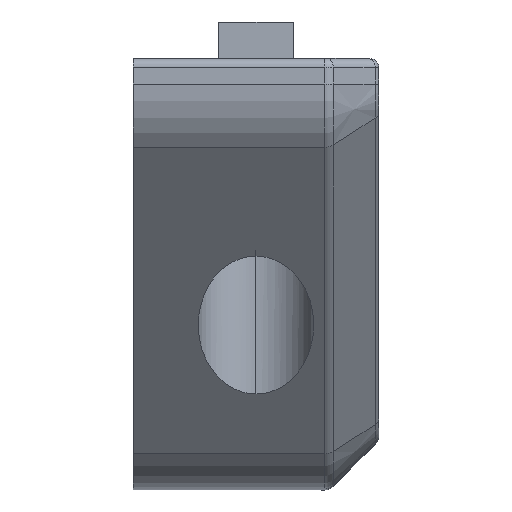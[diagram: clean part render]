
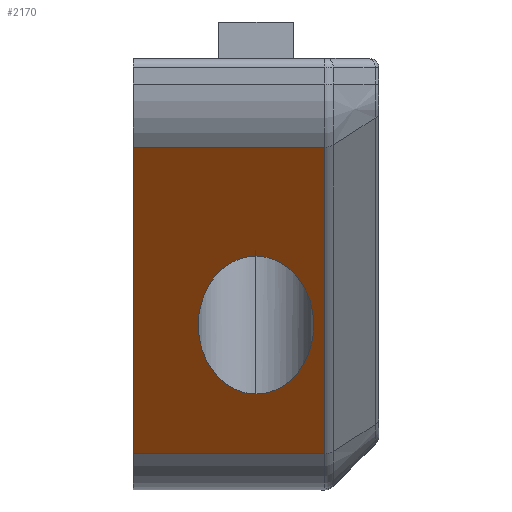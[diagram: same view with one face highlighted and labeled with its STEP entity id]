
A CAD part, top view. The second image highlights one B-rep face of the part: STEP entity #2170.
In plain terms, the highlighted planar face has unit normal (0, -0.643, 0.766).
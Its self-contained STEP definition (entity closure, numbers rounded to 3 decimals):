
#46 = VERTEX_POINT ( 'NONE', #8317 ) ;
#156 = VECTOR ( 'NONE', #14134, 1000. ) ;
#807 = CARTESIAN_POINT ( 'NONE',  ( 200., 133.214, 33.973 ) ) ;
#1059 = CARTESIAN_POINT ( 'NONE',  ( 190., 155.5, 52.673 ) ) ;
#1890 = CARTESIAN_POINT ( 'NONE',  ( 200., 133.214, 33.973 ) ) ;
#2108 = LINE ( 'NONE', #7682, #5003 ) ;
#2170 = ADVANCED_FACE ( 'NONE', ( #4630, #13630 ), #7824, .T. ) ;
#2326 = VERTEX_POINT ( 'NONE', #7583 ) ;
#2549 = ORIENTED_EDGE ( 'NONE', *, *, #13618, .T. ) ;
#2711 = CARTESIAN_POINT ( 'NONE',  ( 190., 153.269, 50.801 ) ) ;
#2851 =( BOUNDED_CURVE ( )  B_SPLINE_CURVE ( 3, ( #12973, #3903, #7546, #13045 ),
 .UNSPECIFIED., .F., .T. ) 
 B_SPLINE_CURVE_WITH_KNOTS ( ( 4, 4 ),
 ( 3.142, 6.283 ),
 .UNSPECIFIED. ) 
 CURVE ( )  GEOMETRIC_REPRESENTATION_ITEM ( )  RATIONAL_B_SPLINE_CURVE ( ( 1., 0.333, 0.333, 1. ) ) 
 REPRESENTATION_ITEM ( '' )  );
#2966 = LINE ( 'NONE', #7506, #156 ) ;
#3903 = CARTESIAN_POINT ( 'NONE',  ( 190.6, 144.417, 43.373 ) ) ;
#4002 = CARTESIAN_POINT ( 'NONE',  ( 190., 128.358, 29.898 ) ) ;
#4081 = DIRECTION ( 'NONE',  ( 1., 0., 0. ) ) ;
#4309 = VERTEX_POINT ( 'NONE', #807 ) ;
#4630 = FACE_BOUND ( 'NONE', #7000, .T. ) ;
#4976 = EDGE_CURVE ( 'NONE', #5624, #11347, #2108, .T. ) ;
#5003 = VECTOR ( 'NONE', #14453, 1000. ) ;
#5349 = ORIENTED_EDGE ( 'NONE', *, *, #8633, .T. ) ;
#5624 = VERTEX_POINT ( 'NONE', #9573 ) ;
#6495 = CARTESIAN_POINT ( 'NONE',  ( 205.586, 153.269, 50.801 ) ) ;
#6931 = DIRECTION ( 'NONE',  ( 0., -0.766, -0.643 ) ) ;
#7000 = EDGE_LOOP ( 'NONE', ( #9800, #8045 ) ) ;
#7111 = DIRECTION ( 'NONE',  ( -1., 0., 0. ) ) ;
#7254 = LINE ( 'NONE', #2711, #12876 ) ;
#7416 =( BOUNDED_CURVE ( )  B_SPLINE_CURVE ( 3, ( #1890, #11996, #11845, #8577 ),
 .UNSPECIFIED., .F., .F. ) 
 B_SPLINE_CURVE_WITH_KNOTS ( ( 4, 4 ),
 ( 0., 3.142 ),
 .UNSPECIFIED. ) 
 CURVE ( )  GEOMETRIC_REPRESENTATION_ITEM ( )  RATIONAL_B_SPLINE_CURVE ( ( 1., 0.333, 0.333, 1. ) ) 
 REPRESENTATION_ITEM ( '' )  );
#7506 = CARTESIAN_POINT ( 'NONE',  ( 190., 155.5, 52.673 ) ) ;
#7546 = CARTESIAN_POINT ( 'NONE',  ( 190.6, 133.214, 33.973 ) ) ;
#7583 = CARTESIAN_POINT ( 'NONE',  ( 200., 144.417, 43.373 ) ) ;
#7682 = CARTESIAN_POINT ( 'NONE',  ( 205.586, 155.5, 52.673 ) ) ;
#7824 = PLANE ( 'NONE',  #11378 ) ;
#7978 = DIRECTION ( 'NONE',  ( 0., -0.643, 0.766 ) ) ;
#8045 = ORIENTED_EDGE ( 'NONE', *, *, #13837, .F. ) ;
#8317 = CARTESIAN_POINT ( 'NONE',  ( 190., 128.358, 29.898 ) ) ;
#8577 = CARTESIAN_POINT ( 'NONE',  ( 200., 144.417, 43.373 ) ) ;
#8611 = EDGE_CURVE ( 'NONE', #46, #5624, #9523, .T. ) ;
#8633 = EDGE_CURVE ( 'NONE', #9399, #46, #2966, .T. ) ;
#9399 = VERTEX_POINT ( 'NONE', #12160 ) ;
#9459 = EDGE_LOOP ( 'NONE', ( #13205, #13243, #2549, #5349 ) ) ;
#9523 = LINE ( 'NONE', #4002, #12275 ) ;
#9573 = CARTESIAN_POINT ( 'NONE',  ( 205.586, 128.358, 29.898 ) ) ;
#9800 = ORIENTED_EDGE ( 'NONE', *, *, #11453, .F. ) ;
#11347 = VERTEX_POINT ( 'NONE', #6495 ) ;
#11378 = AXIS2_PLACEMENT_3D ( 'NONE', #1059, #7978, #6931 ) ;
#11453 = EDGE_CURVE ( 'NONE', #4309, #2326, #7416, .T. ) ;
#11845 = CARTESIAN_POINT ( 'NONE',  ( 209.4, 144.417, 43.373 ) ) ;
#11996 = CARTESIAN_POINT ( 'NONE',  ( 209.4, 133.214, 33.973 ) ) ;
#12160 = CARTESIAN_POINT ( 'NONE',  ( 190., 153.269, 50.801 ) ) ;
#12275 = VECTOR ( 'NONE', #4081, 1000. ) ;
#12876 = VECTOR ( 'NONE', #7111, 1000. ) ;
#12973 = CARTESIAN_POINT ( 'NONE',  ( 200., 144.417, 43.373 ) ) ;
#13045 = CARTESIAN_POINT ( 'NONE',  ( 200., 133.214, 33.973 ) ) ;
#13205 = ORIENTED_EDGE ( 'NONE', *, *, #8611, .T. ) ;
#13243 = ORIENTED_EDGE ( 'NONE', *, *, #4976, .T. ) ;
#13618 = EDGE_CURVE ( 'NONE', #11347, #9399, #7254, .T. ) ;
#13630 = FACE_OUTER_BOUND ( 'NONE', #9459, .T. ) ;
#13837 = EDGE_CURVE ( 'NONE', #2326, #4309, #2851, .T. ) ;
#14134 = DIRECTION ( 'NONE',  ( 0., -0.766, -0.643 ) ) ;
#14453 = DIRECTION ( 'NONE',  ( 0., 0.766, 0.643 ) ) ;
